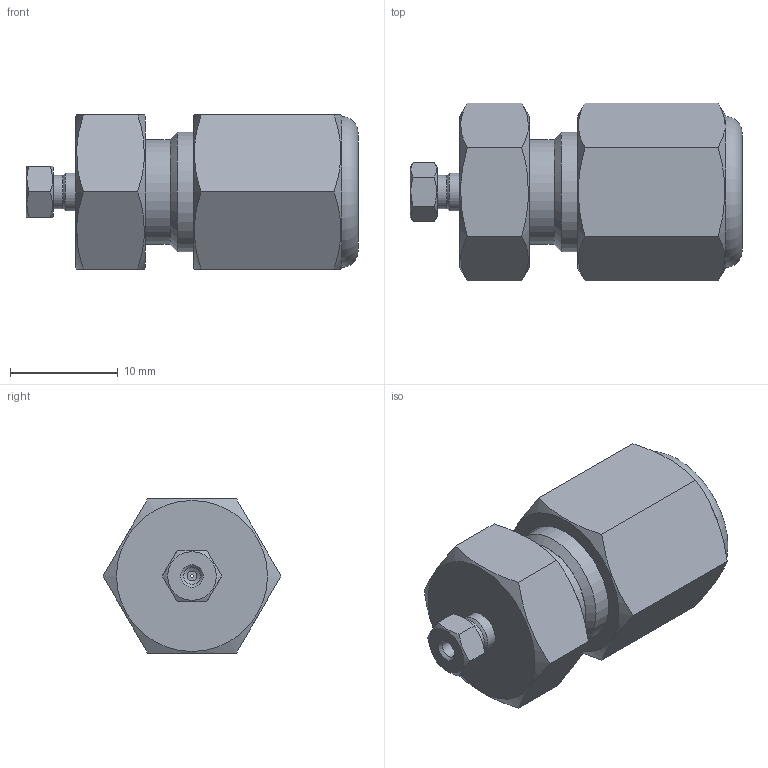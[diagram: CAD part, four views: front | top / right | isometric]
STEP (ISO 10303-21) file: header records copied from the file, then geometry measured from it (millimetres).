
FILE_DESCRIPTION((''),'2;1');
FILE_NAME('305010-EZRU4.5 External-internal reducing union.stp','2013-08-23T11:33:40',('Franzp'),(''),'Autodesk Inventor 2013','Autodesk Inventor 2013','');
FILE_SCHEMA(('AUTOMOTIVE_DESIGN { 1 0 10303 214 1 1 1 1 }'));
Length unit declared in the file: millimetre
Products named in the file (1): 305010_Shrinkwrap_1
Bounding box: 30.77 x 16.5 x 14.29 mm (x, y, z)
Surface area: 2239 mm2 (no closed solid volume)
Topology: 0 solids, 9 shells, 47 faces, 113 edges, 73 vertices
Faces by surface type: plane 25, cone 14, cylinder 7, torus 1
Full cylindrical faces by diameter (mm): 1.575 x1, 3.073 x1, 3.505 x1, 6.452 x1, 6.55 x1, 9.72 x1, 11.113 x1
Entity records: 1308 total; most frequent: CARTESIAN_POINT 280, DIRECTION 184, ORIENTED_EDGE 160, EDGE_CURVE 89, AXIS2_PLACEMENT_3D 83, EDGE_LOOP 76, VERTEX_POINT 71, FACE_OUTER_BOUND 47
